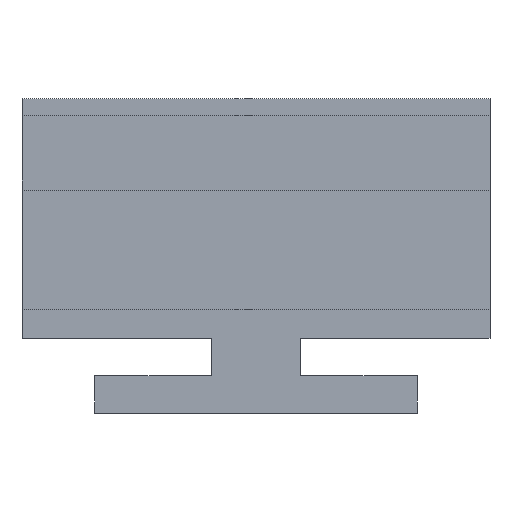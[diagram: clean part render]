
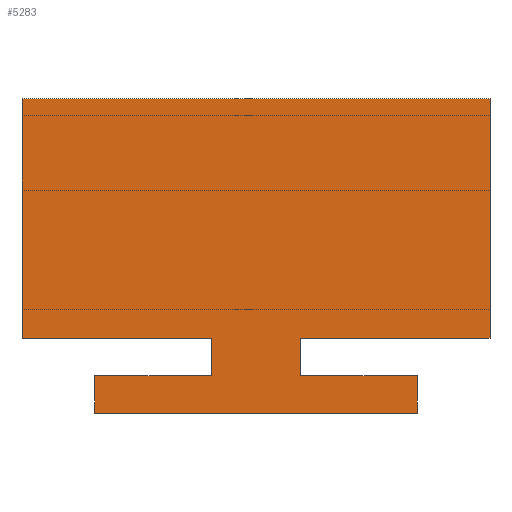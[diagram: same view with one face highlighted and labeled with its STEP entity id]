
A CAD part, front view. The second image highlights one B-rep face of the part: STEP entity #5283.
In plain terms, the highlighted planar face has unit normal (0, -1, 0).
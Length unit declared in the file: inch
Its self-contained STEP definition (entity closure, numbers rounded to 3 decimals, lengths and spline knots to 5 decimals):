
#72=CARTESIAN_POINT('Vertex',(1.,-42.,0.32)) ;
#75=CARTESIAN_POINT('Line Origine',(0.595,-42.,0.32)) ;
#79=CARTESIAN_POINT('Vertex',(0.19,-42.,0.32)) ;
#94=CARTESIAN_POINT('Line Origine',(-0.595,-42.,0.32)) ;
#98=CARTESIAN_POINT('Vertex',(-1.,-42.,0.32)) ;
#100=CARTESIAN_POINT('Vertex',(-0.19,-42.,0.32)) ;
#134=CARTESIAN_POINT('Line Origine',(-1.,-42.,0.8315)) ;
#138=CARTESIAN_POINT('Vertex',(-1.,-42.,1.343)) ;
#1413=CARTESIAN_POINT('Vertex',(1.,-42.,1.343)) ;
#1423=CARTESIAN_POINT('Line Origine',(0.,-42.,1.343)) ;
#2033=CARTESIAN_POINT('Line Origine',(1.,-42.,0.8315)) ;
#5046=CARTESIAN_POINT('Line Origine',(-0.69,-42.,0.08)) ;
#5050=CARTESIAN_POINT('Vertex',(-0.69,-42.,0.)) ;
#5052=CARTESIAN_POINT('Vertex',(-0.69,-42.,0.16)) ;
#5086=CARTESIAN_POINT('Line Origine',(0.,-42.,0.)) ;
#5090=CARTESIAN_POINT('Vertex',(0.69,-42.,0.)) ;
#5117=CARTESIAN_POINT('Line Origine',(-0.44,-42.,0.16)) ;
#5121=CARTESIAN_POINT('Vertex',(-0.19,-42.,0.16)) ;
#5148=CARTESIAN_POINT('Line Origine',(0.69,-42.,0.08)) ;
#5152=CARTESIAN_POINT('Vertex',(0.69,-42.,0.16)) ;
#5179=CARTESIAN_POINT('Line Origine',(-0.19,-42.,0.24)) ;
#5201=CARTESIAN_POINT('Line Origine',(0.19,-42.,0.24)) ;
#5205=CARTESIAN_POINT('Vertex',(0.19,-42.,0.16)) ;
#5227=CARTESIAN_POINT('Line Origine',(0.44,-42.,0.16)) ;
#5264=CARTESIAN_POINT('Axis2P3D Location',(0.,-42.,0.)) ;
#76=DIRECTION('Vector Direction',(0.039,0.,0.)) ;
#95=DIRECTION('Vector Direction',(0.039,0.,0.)) ;
#135=DIRECTION('Vector Direction',(0.,0.,0.039)) ;
#1424=DIRECTION('Vector Direction',(-0.039,0.,0.)) ;
#2034=DIRECTION('Vector Direction',(0.,0.,0.039)) ;
#5047=DIRECTION('Vector Direction',(0.,0.,0.039)) ;
#5087=DIRECTION('Vector Direction',(0.039,0.,0.)) ;
#5118=DIRECTION('Vector Direction',(0.039,0.,0.)) ;
#5149=DIRECTION('Vector Direction',(0.,0.,0.039)) ;
#5180=DIRECTION('Vector Direction',(0.,0.,0.039)) ;
#5202=DIRECTION('Vector Direction',(0.,0.,0.039)) ;
#5228=DIRECTION('Vector Direction',(0.039,0.,0.)) ;
#5265=DIRECTION('Axis2P3D Direction',(0.,0.039,-0.)) ;
#5266=DIRECTION('Axis2P3D XDirection',(-0.039,0.,0.)) ;
#5267=AXIS2_PLACEMENT_3D('Plane Axis2P3D',#5264,#5265,#5266) ;
#5270=ORIENTED_EDGE('',*,*,#2037,.T.) ;
#5271=ORIENTED_EDGE('',*,*,#1427,.F.) ;
#5272=ORIENTED_EDGE('',*,*,#140,.F.) ;
#5273=ORIENTED_EDGE('',*,*,#102,.T.) ;
#5274=ORIENTED_EDGE('',*,*,#5183,.F.) ;
#5275=ORIENTED_EDGE('',*,*,#5123,.F.) ;
#5276=ORIENTED_EDGE('',*,*,#5054,.F.) ;
#5277=ORIENTED_EDGE('',*,*,#5092,.F.) ;
#5278=ORIENTED_EDGE('',*,*,#5154,.F.) ;
#5279=ORIENTED_EDGE('',*,*,#5231,.F.) ;
#5280=ORIENTED_EDGE('',*,*,#5207,.F.) ;
#5281=ORIENTED_EDGE('',*,*,#81,.T.) ;
#77=VECTOR('Line Direction',#76,0.03937) ;
#96=VECTOR('Line Direction',#95,0.03937) ;
#136=VECTOR('Line Direction',#135,0.03937) ;
#1425=VECTOR('Line Direction',#1424,0.03937) ;
#2035=VECTOR('Line Direction',#2034,0.03937) ;
#5048=VECTOR('Line Direction',#5047,0.03937) ;
#5088=VECTOR('Line Direction',#5087,0.03937) ;
#5119=VECTOR('Line Direction',#5118,0.03937) ;
#5150=VECTOR('Line Direction',#5149,0.03937) ;
#5181=VECTOR('Line Direction',#5180,0.03937) ;
#5203=VECTOR('Line Direction',#5202,0.03937) ;
#5229=VECTOR('Line Direction',#5228,0.03937) ;
#5283=ADVANCED_FACE('PartBody ( *SOL1 - wsp *MASTER -  )',(#5282),#5268,.F.) ;
#81=EDGE_CURVE('',#80,#73,#78,.T.) ;
#102=EDGE_CURVE('',#99,#101,#97,.T.) ;
#140=EDGE_CURVE('',#99,#139,#137,.T.) ;
#1427=EDGE_CURVE('',#139,#1414,#1426,.F.) ;
#2037=EDGE_CURVE('',#73,#1414,#2036,.T.) ;
#5054=EDGE_CURVE('',#5051,#5053,#5049,.T.) ;
#5092=EDGE_CURVE('',#5091,#5051,#5089,.F.) ;
#5123=EDGE_CURVE('',#5053,#5122,#5120,.T.) ;
#5154=EDGE_CURVE('',#5153,#5091,#5151,.F.) ;
#5183=EDGE_CURVE('',#5122,#101,#5182,.T.) ;
#5207=EDGE_CURVE('',#80,#5206,#5204,.F.) ;
#5231=EDGE_CURVE('',#5206,#5153,#5230,.T.) ;
#5269=EDGE_LOOP('',(#5270,#5271,#5272,#5273,#5274,#5275,#5276,#5277,#5278,#5279,#5280,#5281)) ;
#5282=FACE_OUTER_BOUND('',#5269,.T.) ;
#78=LINE('Line',#75,#77) ;
#97=LINE('Line',#94,#96) ;
#137=LINE('Line',#134,#136) ;
#1426=LINE('Line',#1423,#1425) ;
#2036=LINE('Line',#2033,#2035) ;
#5049=LINE('Line',#5046,#5048) ;
#5089=LINE('Line',#5086,#5088) ;
#5120=LINE('Line',#5117,#5119) ;
#5151=LINE('Line',#5148,#5150) ;
#5182=LINE('Line',#5179,#5181) ;
#5204=LINE('Line',#5201,#5203) ;
#5230=LINE('Line',#5227,#5229) ;
#5268=PLANE('',#5267) ;
#73=VERTEX_POINT('',#72) ;
#80=VERTEX_POINT('',#79) ;
#99=VERTEX_POINT('',#98) ;
#101=VERTEX_POINT('',#100) ;
#139=VERTEX_POINT('',#138) ;
#1414=VERTEX_POINT('',#1413) ;
#5051=VERTEX_POINT('',#5050) ;
#5053=VERTEX_POINT('',#5052) ;
#5091=VERTEX_POINT('',#5090) ;
#5122=VERTEX_POINT('',#5121) ;
#5153=VERTEX_POINT('',#5152) ;
#5206=VERTEX_POINT('',#5205) ;
